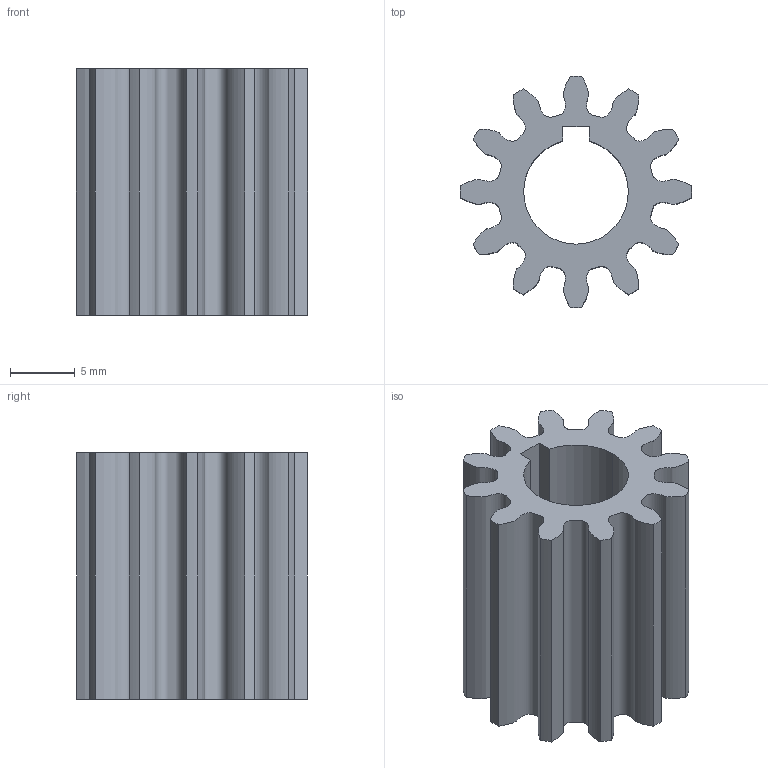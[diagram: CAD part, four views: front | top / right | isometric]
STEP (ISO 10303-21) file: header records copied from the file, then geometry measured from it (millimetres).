
FILE_DESCRIPTION (( 'STEP AP203' ), '1' );
FILE_NAME ('217-2614-001.STEP', '2012-12-18T15:35:40', ( 'svradm' ), ( 'Microsoft' ), 'SwSTEP 2.0', 'SolidWorks 2012', '' );
FILE_SCHEMA (( 'CONFIG_CONTROL_DESIGN' ));
Length unit declared in the file: millimetre
Products named in the file (1): 217-2614-001
Bounding box: 17.78 x 17.78 x 19 mm (x, y, z)
Volume: 2053.2 mm3; surface area: 2601.9 mm2
Topology: 1 solids, 1 shells, 33 faces, 93 edges, 62 vertices
Faces by surface type: cylinder 16, bspline 12, plane 5
Entity records: 4424 total; most frequent: CARTESIAN_POINT 3537, ORIENTED_EDGE 186, DIRECTION 145, EDGE_CURVE 93, VERTEX_POINT 62, AXIS2_PLACEMENT_3D 54, LINE 37, VECTOR 37
